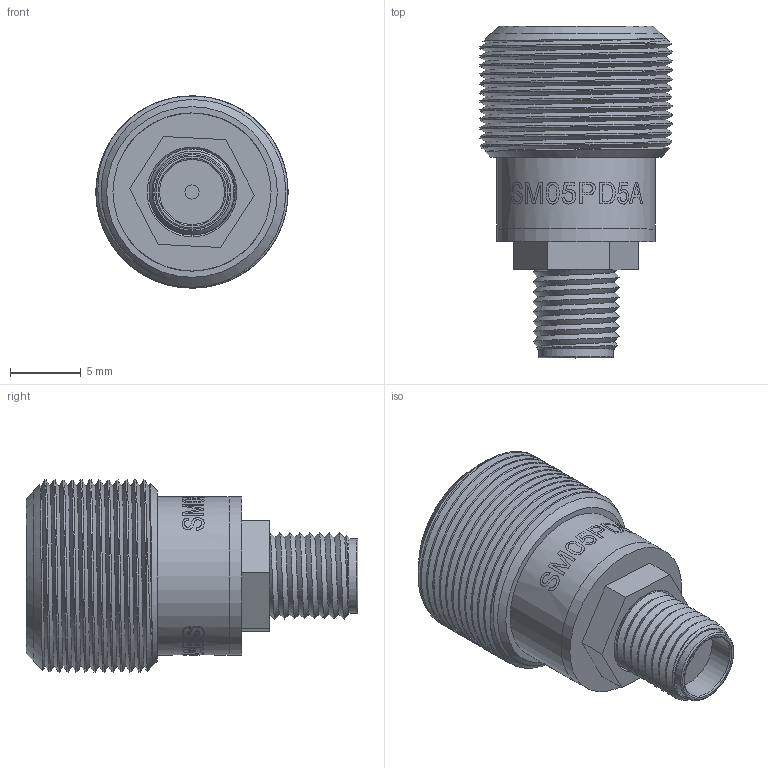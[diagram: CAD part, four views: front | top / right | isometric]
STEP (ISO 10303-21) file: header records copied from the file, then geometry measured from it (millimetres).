
FILE_DESCRIPTION (( 'STEP AP214' ), '1' );
FILE_NAME ('13829-E0W.STEP', '2018-04-13T21:46:26', ( 'admin' ), ( '' ), 'SwSTEP 2.0', 'SolidWorks 2016', '' );
FILE_SCHEMA (( 'AUTOMOTIVE_DESIGN' ));
Length unit declared in the file: inch
Products named in the file (1): 13829-E0W
Bounding box: 13.59 x 23.47 x 13.59 mm (x, y, z)
Volume: 1444.5 mm3; surface area: 2889 mm2
Topology: 7 solids, 7 shells, 111 faces, 417 edges, 364 vertices
Faces by surface type: cylinder 51, plane 46, cone 6, bspline 4, torus 4
Full cylindrical faces by diameter (mm): 0.46 x3, 1 x1, 1.016 x2, 1.143 x1, 2 x1, 4.596 x2, 5.28 x1, 5.588 x1, 6.15 x1, 6.35 x2, 6.452 x1, 7.742 x1, 8.25 x1, 8.255 x1, 8.509 x1, 9.525 x1, 9.779 x1, 11.176 x2
Entity records: 10601 total; most frequent: CARTESIAN_POINT 5877, ORIENTED_EDGE 748, DIRECTION 444, EDGE_CURVE 374, VERTEX_POINT 354, B_SPLINE_CURVE_WITH_KNOTS 229, AXIS2_PLACEMENT_3D 196, EDGE_LOOP 196
